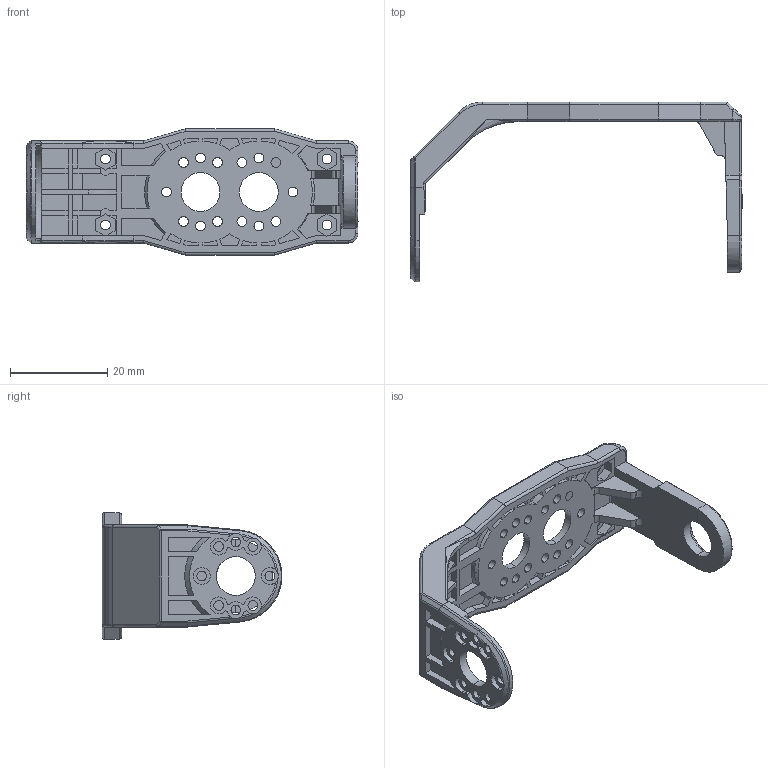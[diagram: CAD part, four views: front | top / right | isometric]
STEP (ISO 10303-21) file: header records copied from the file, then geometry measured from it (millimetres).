
FILE_DESCRIPTION (( 'STEP AP214' ), '1' );
FILE_NAME ('DRB-0010.step', '2015-02-11T17:07:56', ( 'Alexandre' ), ( '' ), 'SwSTEP 2.0', 'SolidWorks 2015', '' );
FILE_SCHEMA (( 'AUTOMOTIVE_DESIGN' ));
Length unit declared in the file: millimetre
Products named in the file (1): DRB-0010
Bounding box: 68.3 x 36.98 x 26 mm (x, y, z)
Surface area: 7529.5 mm2 (no closed solid volume)
Topology: 0 solids, 1 shells, 578 faces, 1527 edges, 977 vertices
Faces by surface type: plane 345, cylinder 183, cone 27, bspline 23
Entity records: 25567 total; most frequent: CARTESIAN_POINT 5018, ORIENTED_EDGE 3038, DIRECTION 2775, EDGE_CURVE 1521, LINE 999, VECTOR 999, VERTEX_POINT 977, AXIS2_PLACEMENT_3D 888
